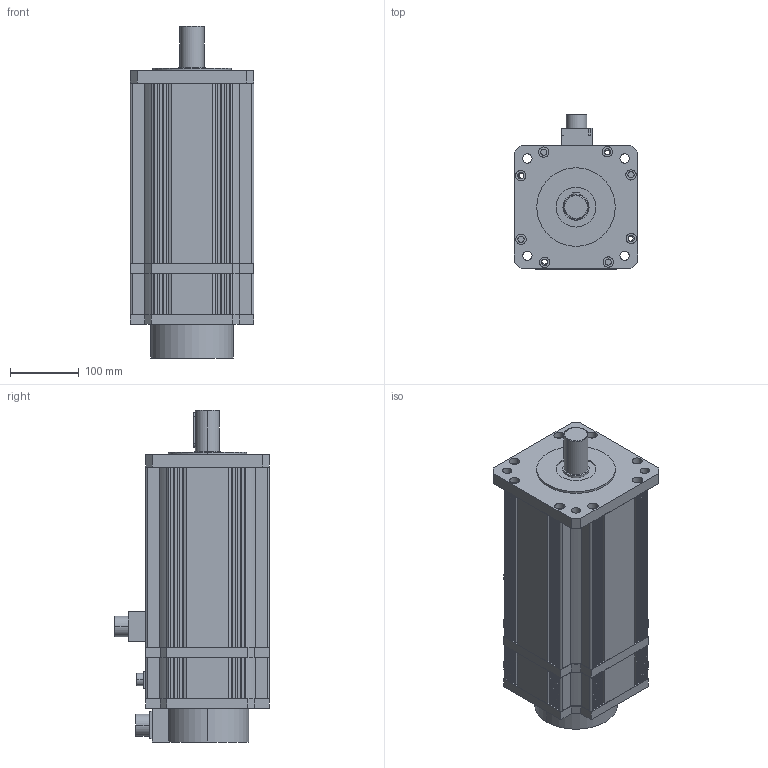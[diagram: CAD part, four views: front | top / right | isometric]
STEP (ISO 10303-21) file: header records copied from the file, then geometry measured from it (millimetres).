
FILE_DESCRIPTION (( 'STEP AP203' ), '1' );
FILE_NAME ('180SFM-E48015-3B6-Z.STEP', '2025-05-09T01:56:11', ( '¼¼Êõ03' ), ( 'HP Inc.' ), 'SwSTEP 2.0', 'SolidWorks 2020', '' );
FILE_SCHEMA (( 'CONFIG_CONTROL_DESIGN' ));
Length unit declared in the file: millimetre
Products named in the file (1): 180SFM-E48015-3B6-Z
Bounding box: 180 x 224.92 x 483 mm (x, y, z)
Volume: 3878652.1 mm3; surface area: 816297.9 mm2
Topology: 11 solids, 11 shells, 622 faces, 1649 edges, 1092 vertices
Faces by surface type: plane 408, cylinder 204, cone 8, bspline 2
Entity records: 19490 total; most frequent: CARTESIAN_POINT 3477, DIRECTION 3285, ORIENTED_EDGE 3282, EDGE_CURVE 1641, LINE 1229, VECTOR 1229, VERTEX_POINT 1092, AXIS2_PLACEMENT_3D 1028
